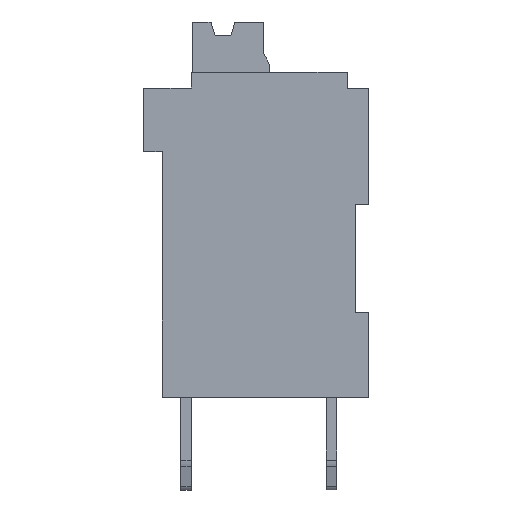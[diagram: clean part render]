
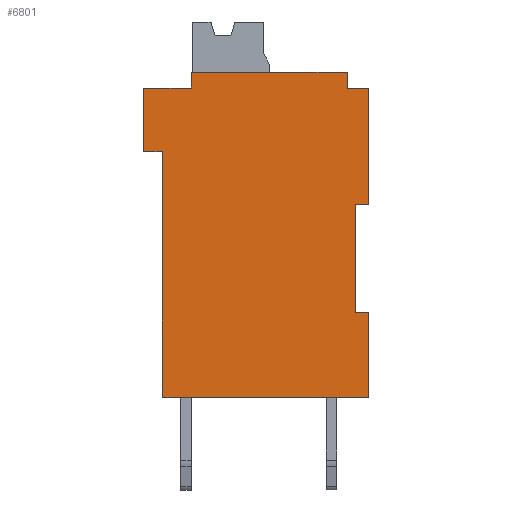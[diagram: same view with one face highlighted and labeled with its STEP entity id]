
A CAD part, top view. The second image highlights one B-rep face of the part: STEP entity #6801.
In plain terms, the highlighted planar face has unit normal (0, 0, 1).
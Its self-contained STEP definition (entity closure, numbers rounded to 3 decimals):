
#14 = VECTOR ( 'NONE', #9011, 1000. ) ;
#180 = CARTESIAN_POINT ( 'NONE',  ( 2.749, 4.047, 4.649 ) ) ;
#506 = CARTESIAN_POINT ( 'NONE',  ( 3.449, 4.047, 4.649 ) ) ;
#556 = DIRECTION ( 'NONE',  ( 0., -1., 0. ) ) ;
#602 = VECTOR ( 'NONE', #556, 1000. ) ;
#1024 = LINE ( 'NONE', #4029, #9821 ) ;
#1173 = VECTOR ( 'NONE', #9283, 1000. ) ;
#1238 = VERTEX_POINT ( 'NONE', #2957 ) ;
#1265 = CARTESIAN_POINT ( 'NONE',  ( 11.249, 6.448, 4.649 ) ) ;
#1384 = LINE ( 'NONE', #8910, #3394 ) ;
#1452 = DIRECTION ( 'NONE',  ( 1., 0., 0. ) ) ;
#1530 = ORIENTED_EDGE ( 'NONE', *, *, #2250, .T. ) ;
#1586 = LINE ( 'NONE', #180, #2431 ) ;
#1605 = VECTOR ( 'NONE', #6549, 1000. ) ;
#1611 = CARTESIAN_POINT ( 'NONE',  ( 10.749, -2.052, 4.649 ) ) ;
#1670 = DIRECTION ( 'NONE',  ( -1., 0., 0. ) ) ;
#1872 = LINE ( 'NONE', #8097, #2119 ) ;
#1928 = DIRECTION ( 'NONE',  ( 0., -1., 0. ) ) ;
#2119 = VECTOR ( 'NONE', #4219, 1000. ) ;
#2137 = CARTESIAN_POINT ( 'NONE',  ( 11.249, 2.048, 4.649 ) ) ;
#2159 = CARTESIAN_POINT ( 'NONE',  ( 11.249, 2.048, 4.649 ) ) ;
#2170 = CARTESIAN_POINT ( 'NONE',  ( 4.549, 7.047, 4.649 ) ) ;
#2176 = CARTESIAN_POINT ( 'NONE',  ( 2.749, 6.447, 4.649 ) ) ;
#2250 = EDGE_CURVE ( 'NONE', #7179, #5654, #9078, .T. ) ;
#2337 = DIRECTION ( 'NONE',  ( 0., 1., 0. ) ) ;
#2431 = VECTOR ( 'NONE', #7062, 1000. ) ;
#2437 = EDGE_CURVE ( 'NONE', #5654, #9591, #9104, .T. ) ;
#2503 = EDGE_CURVE ( 'NONE', #9591, #5794, #1384, .T. ) ;
#2567 = CARTESIAN_POINT ( 'NONE',  ( 10.749, 2.048, 4.649 ) ) ;
#2586 = CARTESIAN_POINT ( 'NONE',  ( 7.099, 0.898, 4.649 ) ) ;
#2732 = CARTESIAN_POINT ( 'NONE',  ( 2.749, 6.447, 4.649 ) ) ;
#2735 = ORIENTED_EDGE ( 'NONE', *, *, #5382, .T. ) ;
#2748 = EDGE_CURVE ( 'NONE', #5794, #5900, #1872, .T. ) ;
#2775 = ORIENTED_EDGE ( 'NONE', *, *, #2748, .T. ) ;
#2936 = CARTESIAN_POINT ( 'NONE',  ( 2.749, 4.047, 4.649 ) ) ;
#2957 = CARTESIAN_POINT ( 'NONE',  ( 4.549, 6.447, 4.649 ) ) ;
#3135 = EDGE_CURVE ( 'NONE', #9018, #8665, #1586, .T. ) ;
#3206 = CARTESIAN_POINT ( 'NONE',  ( 10.749, 2.048, 4.649 ) ) ;
#3304 = EDGE_LOOP ( 'NONE', ( #7857, #4291, #4662, #2735, #4101, #9470, #4748, #3581, #1530, #5308, #5652, #2775, #5379, #8184 ) ) ;
#3306 = LINE ( 'NONE', #6256, #1173 ) ;
#3346 = EDGE_CURVE ( 'NONE', #1238, #7064, #4026, .T. ) ;
#3378 = VECTOR ( 'NONE', #3516, 1000. ) ;
#3385 = VECTOR ( 'NONE', #1452, 1000. ) ;
#3394 = VECTOR ( 'NONE', #3771, 1000. ) ;
#3476 = DIRECTION ( 'NONE',  ( 0., 0., 1. ) ) ;
#3516 = DIRECTION ( 'NONE',  ( 0., -1., 0. ) ) ;
#3571 = LINE ( 'NONE', #506, #3378 ) ;
#3578 = VECTOR ( 'NONE', #1928, 1000. ) ;
#3581 = ORIENTED_EDGE ( 'NONE', *, *, #4773, .T. ) ;
#3669 = VECTOR ( 'NONE', #2337, 1000. ) ;
#3771 = DIRECTION ( 'NONE',  ( -1., 0., 0. ) ) ;
#3898 = EDGE_CURVE ( 'NONE', #8878, #8378, #1024, .T. ) ;
#4026 = LINE ( 'NONE', #5425, #9789 ) ;
#4029 = CARTESIAN_POINT ( 'NONE',  ( 11.249, -2.052, 4.649 ) ) ;
#4101 = ORIENTED_EDGE ( 'NONE', *, *, #4965, .T. ) ;
#4219 = DIRECTION ( 'NONE',  ( 0., 1., 0. ) ) ;
#4291 = ORIENTED_EDGE ( 'NONE', *, *, #6982, .T. ) ;
#4447 = LINE ( 'NONE', #2170, #602 ) ;
#4624 = EDGE_CURVE ( 'NONE', #5612, #8878, #9022, .T. ) ;
#4662 = ORIENTED_EDGE ( 'NONE', *, *, #3135, .T. ) ;
#4748 = ORIENTED_EDGE ( 'NONE', *, *, #3898, .T. ) ;
#4773 = EDGE_CURVE ( 'NONE', #8378, #7179, #9173, .T. ) ;
#4933 = FACE_OUTER_BOUND ( 'NONE', #3304, .T. ) ;
#4938 = VERTEX_POINT ( 'NONE', #7403 ) ;
#4965 = EDGE_CURVE ( 'NONE', #4938, #5612, #8301, .T. ) ;
#5047 = CARTESIAN_POINT ( 'NONE',  ( 10.449, 7.048, 4.649 ) ) ;
#5083 = CARTESIAN_POINT ( 'NONE',  ( 3.449, -5.253, 4.649 ) ) ;
#5108 = CARTESIAN_POINT ( 'NONE',  ( 11.249, -5.252, 4.649 ) ) ;
#5308 = ORIENTED_EDGE ( 'NONE', *, *, #2437, .T. ) ;
#5379 = ORIENTED_EDGE ( 'NONE', *, *, #6350, .T. ) ;
#5382 = EDGE_CURVE ( 'NONE', #8665, #4938, #3571, .T. ) ;
#5425 = CARTESIAN_POINT ( 'NONE',  ( 4.549, 6.447, 4.649 ) ) ;
#5524 = VECTOR ( 'NONE', #9731, 1000. ) ;
#5612 = VERTEX_POINT ( 'NONE', #5108 ) ;
#5652 = ORIENTED_EDGE ( 'NONE', *, *, #2503, .T. ) ;
#5654 = VERTEX_POINT ( 'NONE', #2159 ) ;
#5766 = LINE ( 'NONE', #2732, #3578 ) ;
#5794 = VERTEX_POINT ( 'NONE', #6240 ) ;
#5900 = VERTEX_POINT ( 'NONE', #5047 ) ;
#6026 = CARTESIAN_POINT ( 'NONE',  ( 10.749, -2.052, 4.649 ) ) ;
#6240 = CARTESIAN_POINT ( 'NONE',  ( 10.449, 6.448, 4.649 ) ) ;
#6256 = CARTESIAN_POINT ( 'NONE',  ( 10.449, 7.048, 4.649 ) ) ;
#6350 = EDGE_CURVE ( 'NONE', #5900, #7303, #3306, .T. ) ;
#6440 = PLANE ( 'NONE',  #8811 ) ;
#6549 = DIRECTION ( 'NONE',  ( 1., 0., 0. ) ) ;
#6801 = ADVANCED_FACE ( 'NONE', ( #4933 ), #6440, .T. ) ;
#6968 = CARTESIAN_POINT ( 'NONE',  ( 11.249, -2.052, 4.649 ) ) ;
#6982 = EDGE_CURVE ( 'NONE', #7064, #9018, #5766, .T. ) ;
#7062 = DIRECTION ( 'NONE',  ( 1., 0., 0. ) ) ;
#7064 = VERTEX_POINT ( 'NONE', #2176 ) ;
#7179 = VERTEX_POINT ( 'NONE', #2567 ) ;
#7303 = VERTEX_POINT ( 'NONE', #8840 ) ;
#7403 = CARTESIAN_POINT ( 'NONE',  ( 3.449, -5.253, 4.649 ) ) ;
#7857 = ORIENTED_EDGE ( 'NONE', *, *, #3346, .T. ) ;
#8097 = CARTESIAN_POINT ( 'NONE',  ( 10.449, 6.448, 4.649 ) ) ;
#8184 = ORIENTED_EDGE ( 'NONE', *, *, #9696, .T. ) ;
#8301 = LINE ( 'NONE', #5083, #1605 ) ;
#8378 = VERTEX_POINT ( 'NONE', #1611 ) ;
#8391 = CARTESIAN_POINT ( 'NONE',  ( 3.449, 4.047, 4.649 ) ) ;
#8506 = DIRECTION ( 'NONE',  ( -1., 0., 0. ) ) ;
#8665 = VERTEX_POINT ( 'NONE', #8391 ) ;
#8811 = AXIS2_PLACEMENT_3D ( 'NONE', #2586, #3476, #9467 ) ;
#8840 = CARTESIAN_POINT ( 'NONE',  ( 4.549, 7.047, 4.649 ) ) ;
#8869 = CARTESIAN_POINT ( 'NONE',  ( 11.249, -5.252, 4.649 ) ) ;
#8878 = VERTEX_POINT ( 'NONE', #6968 ) ;
#8910 = CARTESIAN_POINT ( 'NONE',  ( 11.249, 6.448, 4.649 ) ) ;
#9011 = DIRECTION ( 'NONE',  ( 0., 1., 0. ) ) ;
#9018 = VERTEX_POINT ( 'NONE', #2936 ) ;
#9022 = LINE ( 'NONE', #8869, #5524 ) ;
#9078 = LINE ( 'NONE', #3206, #3385 ) ;
#9104 = LINE ( 'NONE', #2137, #14 ) ;
#9173 = LINE ( 'NONE', #6026, #3669 ) ;
#9283 = DIRECTION ( 'NONE',  ( -1., 0., 0. ) ) ;
#9467 = DIRECTION ( 'NONE',  ( 1., 0., 0. ) ) ;
#9470 = ORIENTED_EDGE ( 'NONE', *, *, #4624, .T. ) ;
#9591 = VERTEX_POINT ( 'NONE', #1265 ) ;
#9696 = EDGE_CURVE ( 'NONE', #7303, #1238, #4447, .T. ) ;
#9731 = DIRECTION ( 'NONE',  ( 0., 1., 0. ) ) ;
#9789 = VECTOR ( 'NONE', #1670, 1000. ) ;
#9821 = VECTOR ( 'NONE', #8506, 1000. ) ;
